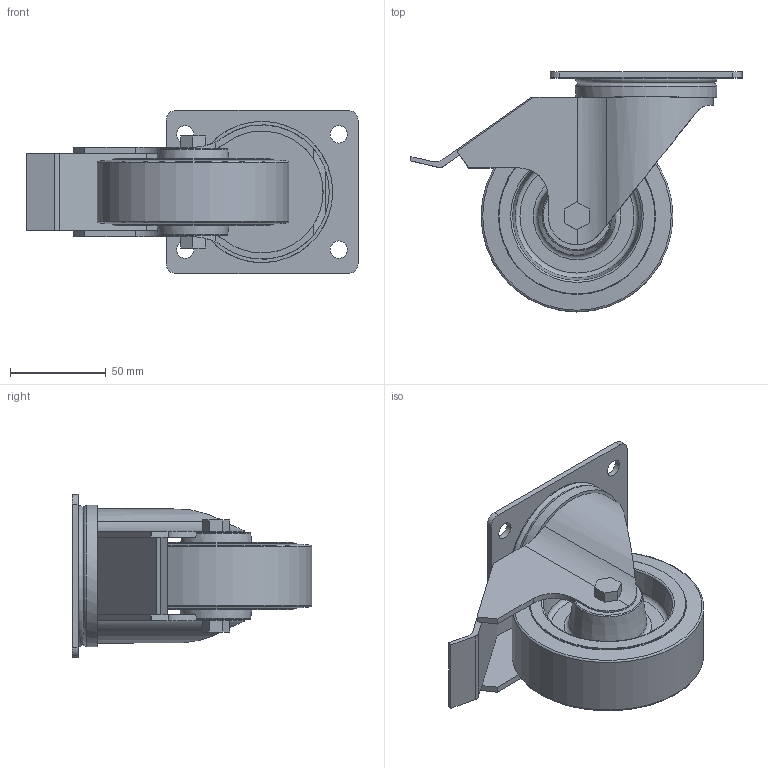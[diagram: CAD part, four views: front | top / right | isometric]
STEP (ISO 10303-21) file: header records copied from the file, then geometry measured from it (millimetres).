
FILE_DESCRIPTION(/* description */ ('STEP AP214'),/* implementation_level */ '2;1');
FILE_NAME(/* name */ 'K1762.1003720',/* time_stamp */ '2025-06-24T14:19:31+02:00',/* author */ ('License CC BY-ND 4.0'),/* organization */ ('CADENAS'),/* preprocessor_version */ 'ST-DEVELOPER v19.3',/* originating_system */ 'PARTsolutions',/* authorisation */ ' ');
FILE_SCHEMA (('AUTOMOTIVE_DESIGN {1 0 10303 214 3 1 1}'));
Length unit declared in the file: millimetre
Products named in the file (1): K1762.1003720
Bounding box: 173 x 125 x 85 mm (x, y, z)
Volume: 346644.8 mm3; surface area: 83475 mm2
Topology: 1 solids, 3 shells, 106 faces, 272 edges, 176 vertices
Faces by surface type: plane 56, cylinder 30, torus 14, cone 6
Full cylindrical faces by diameter (mm): 9 x4, 73.6 x2, 81.25 x2, 100 x1
Entity records: 3146 total; most frequent: CARTESIAN_POINT 604, DIRECTION 525, ORIENTED_EDGE 484, EDGE_CURVE 242, AXIS2_PLACEMENT_3D 193, VERTEX_POINT 173, EDGE_LOOP 147, FACE_BOUND 147
